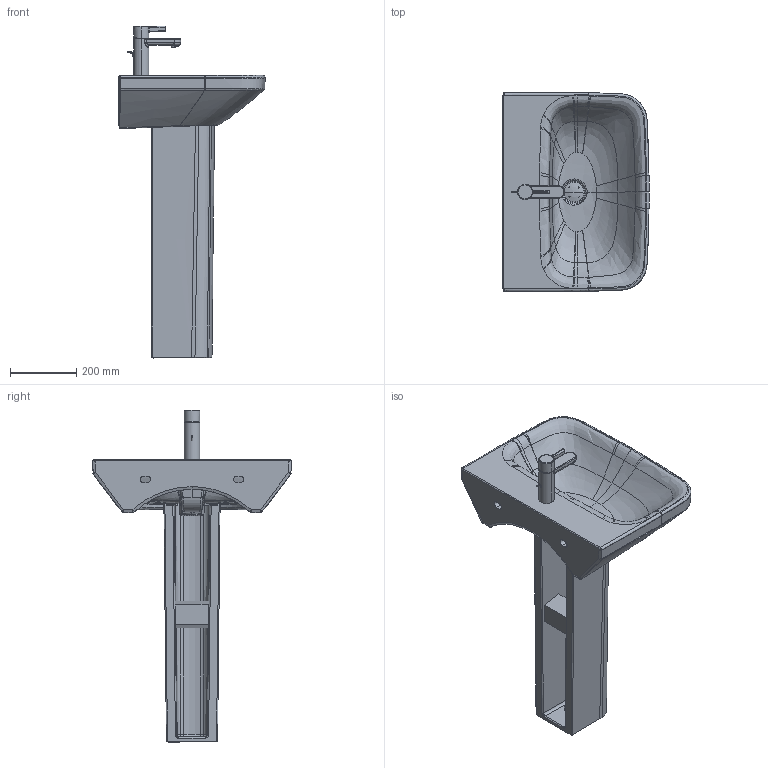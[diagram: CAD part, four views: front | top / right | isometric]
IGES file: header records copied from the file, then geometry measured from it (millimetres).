
Global section: file name: No Iges File Name specified; native system: Autodesk Inventor 2011; preprocessor: AutoDesk Inventor Iges Exporter R2011; author: Administrator; date: 20130527.174427; units: millimetre
Bounding box: 440.11 x 599.95 x 998.71 mm (x, y, z)
Volume: 22762381.2 mm3; surface area: 1697161 mm2
Topology: 8 solids, 9 shells, 653 faces, 1620 edges, 983 vertices
Faces by surface type: bspline 428, plane 88, cylinder 57, revolution 50, torus 17, sphere 8, cone 5
